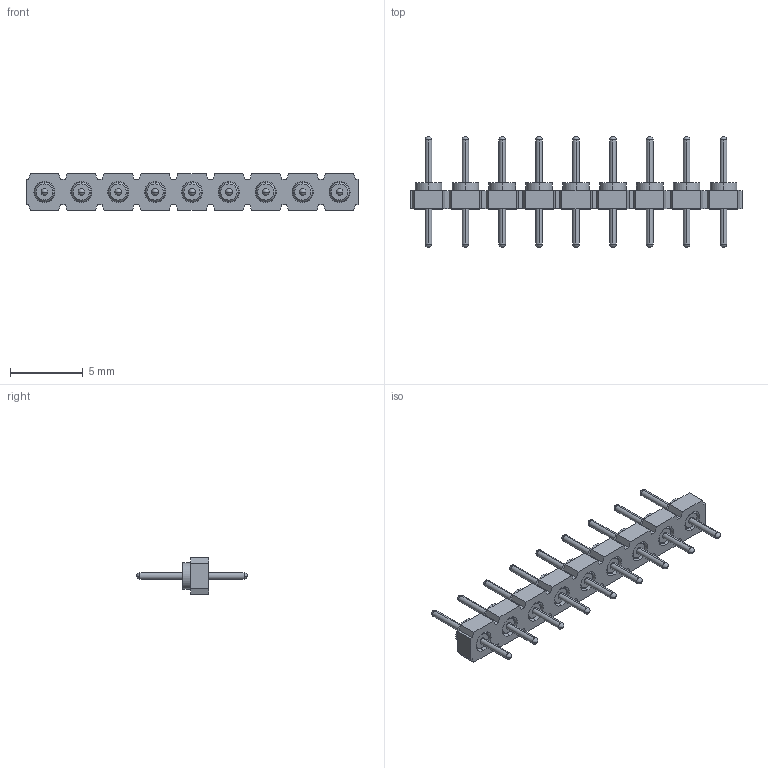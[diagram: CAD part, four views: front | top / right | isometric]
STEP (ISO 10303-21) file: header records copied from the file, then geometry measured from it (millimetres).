
FILE_DESCRIPTION (( 'STEP AP214' ), '1' );
FILE_NAME ('mill-max-335-10-109-00-160000.STEP', '2022-11-01T05:07:17', ( '' ), ( '' ), 'SwSTEP 2.0', 'SolidWorks 2022', '' );
FILE_SCHEMA (( 'AUTOMOTIVE_DESIGN' ));
Length unit declared in the file: inch
Products named in the file (3): 3516_3516-0-00-15-00-00-03-0; mill-max-335-10-109-00-160000; P3XX-11-012-00-000000_P309-11-012-00-000000
Assembly tree (10 placements, depth 2):
  mill-max-335-10-109-00-160000
    P3XX-11-012-00-000000_P309-11-012-00-000000
    3516_3516-0-00-15-00-00-03-0  x9
Bounding box: 22.86 x 7.62 x 2.54 mm (x, y, z)
Volume: 87.4 mm3; surface area: 398 mm2
Topology: 10 solids, 10 shells, 294 faces, 732 edges, 458 vertices
Faces by surface type: plane 114, cylinder 108, cone 36, sphere 36
Entity records: 3988 total; most frequent: CARTESIAN_POINT 677, DIRECTION 658, ORIENTED_EDGE 656, EDGE_CURVE 328, LINE 260, VECTOR 260, VERTEX_POINT 218, AXIS2_PLACEMENT_3D 199
